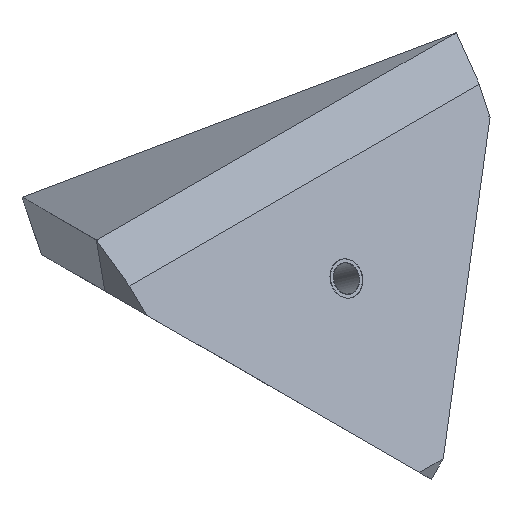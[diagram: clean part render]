
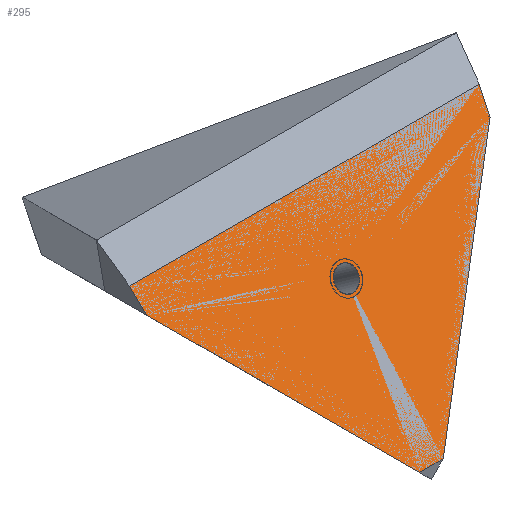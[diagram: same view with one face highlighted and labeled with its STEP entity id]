
A CAD part, isometric view. The second image highlights one B-rep face of the part: STEP entity #295.
In plain terms, the highlighted planar face has unit normal (0, -0.816, 0.578).
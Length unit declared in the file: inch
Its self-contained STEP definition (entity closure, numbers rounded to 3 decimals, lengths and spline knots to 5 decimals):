
#4 = CARTESIAN_POINT ( 'NONE',  ( 1.6, -0.25, -0.25 ) ) ;
#32 = CIRCLE ( 'NONE', #796, 0.1005 ) ;
#64 = CARTESIAN_POINT ( 'NONE',  ( -1.557, -0.25, -0.25 ) ) ;
#109 = DIRECTION ( 'NONE',  ( 0.632, -0.447, -0.632 ) ) ;
#125 = CARTESIAN_POINT ( 'NONE',  ( 1.49011, -0.52507, -0.63888 ) ) ;
#133 = ORIENTED_EDGE ( 'NONE', *, *, #377, .T. ) ;
#168 = DIRECTION ( 'NONE',  ( 0.139, -0.572, -0.808 ) ) ;
#176 = VECTOR ( 'NONE', #461, 39.37008 ) ;
#177 = CARTESIAN_POINT ( 'NONE',  ( 1.6, -0.25, -0.25 ) ) ;
#178 = ORIENTED_EDGE ( 'NONE', *, *, #682, .F. ) ;
#185 = DIRECTION ( 'NONE',  ( -1., 0., 0. ) ) ;
#197 = VERTEX_POINT ( 'NONE', #328 ) ;
#209 = VECTOR ( 'NONE', #290, 39.37008 ) ;
#224 = DIRECTION ( 'NONE',  ( 0., -0.816, 0.577 ) ) ;
#236 = CARTESIAN_POINT ( 'NONE',  ( 0., -1.455, -1.95355 ) ) ;
#239 = CARTESIAN_POINT ( 'NONE',  ( 1.52655, -0.3752, -0.427 ) ) ;
#252 = DIRECTION ( 'NONE',  ( 0., -0.816, 0.577 ) ) ;
#265 = CARTESIAN_POINT ( 'NONE',  ( -1.52655, -0.3752, -0.427 ) ) ;
#274 = FACE_OUTER_BOUND ( 'NONE', #716, .T. ) ;
#289 = ORIENTED_EDGE ( 'NONE', *, *, #910, .T. ) ;
#290 = DIRECTION ( 'NONE',  ( -1., 0., 0. ) ) ;
#293 = VERTEX_POINT ( 'NONE', #511 ) ;
#295 = ADVANCED_FACE ( 'NONE', ( #274, #1020 ), #852, .F. ) ;
#328 = CARTESIAN_POINT ( 'NONE',  ( -0.10603, -1.38, -1.84752 ) ) ;
#348 = VERTEX_POINT ( 'NONE', #1092 ) ;
#365 = EDGE_CURVE ( 'NONE', #474, #348, #1022, .T. ) ;
#372 = VERTEX_POINT ( 'NONE', #239 ) ;
#377 = EDGE_CURVE ( 'NONE', #723, #862, #573, .T. ) ;
#418 = VECTOR ( 'NONE', #109, 39.37008 ) ;
#434 = EDGE_CURVE ( 'NONE', #862, #197, #545, .T. ) ;
#451 = AXIS2_PLACEMENT_3D ( 'NONE', #757, #252, #586 ) ;
#461 = DIRECTION ( 'NONE',  ( 0.139, 0.572, 0.808 ) ) ;
#474 = VERTEX_POINT ( 'NONE', #882 ) ;
#511 = CARTESIAN_POINT ( 'NONE',  ( 1.557, -0.25, -0.25 ) ) ;
#518 = ORIENTED_EDGE ( 'NONE', *, *, #434, .T. ) ;
#545 = LINE ( 'NONE', #1044, #418 ) ;
#570 = DIRECTION ( 'NONE',  ( 0.632, 0.447, 0.632 ) ) ;
#573 = LINE ( 'NONE', #926, #856 ) ;
#580 = EDGE_CURVE ( 'NONE', #647, #197, #623, .T. ) ;
#586 = DIRECTION ( 'NONE',  ( 0., -0.577, -0.816 ) ) ;
#623 = LINE ( 'NONE', #809, #209 ) ;
#626 = LINE ( 'NONE', #125, #176 ) ;
#647 = VERTEX_POINT ( 'NONE', #735 ) ;
#663 = ORIENTED_EDGE ( 'NONE', *, *, #999, .T. ) ;
#682 = EDGE_CURVE ( 'NONE', #348, #474, #32, .T. ) ;
#716 = EDGE_LOOP ( 'NONE', ( #915, #663, #289, #133, #518, #824 ) ) ;
#718 = CARTESIAN_POINT ( 'NONE',  ( 0., -0.62624, -0.78191 ) ) ;
#723 = VERTEX_POINT ( 'NONE', #64 ) ;
#735 = CARTESIAN_POINT ( 'NONE',  ( 0.10603, -1.38, -1.84752 ) ) ;
#757 = CARTESIAN_POINT ( 'NONE',  ( 0., -0.62624, -0.78191 ) ) ;
#764 = LINE ( 'NONE', #4, #1066 ) ;
#765 = DIRECTION ( 'NONE',  ( 0., 0.816, -0.577 ) ) ;
#792 = EDGE_CURVE ( 'NONE', #647, #372, #998, .T. ) ;
#796 = AXIS2_PLACEMENT_3D ( 'NONE', #718, #224, #901 ) ;
#809 = CARTESIAN_POINT ( 'NONE',  ( 1.6, -1.38, -1.84752 ) ) ;
#824 = ORIENTED_EDGE ( 'NONE', *, *, #580, .F. ) ;
#840 = EDGE_LOOP ( 'NONE', ( #178, #929 ) ) ;
#852 = PLANE ( 'NONE',  #1081 ) ;
#856 = VECTOR ( 'NONE', #168, 39.37008 ) ;
#858 = VECTOR ( 'NONE', #570, 39.37008 ) ;
#862 = VERTEX_POINT ( 'NONE', #265 ) ;
#882 = CARTESIAN_POINT ( 'NONE',  ( 0., -0.56821, -0.69986 ) ) ;
#901 = DIRECTION ( 'NONE',  ( 0., -0.577, -0.816 ) ) ;
#910 = EDGE_CURVE ( 'NONE', #293, #723, #764, .T. ) ;
#915 = ORIENTED_EDGE ( 'NONE', *, *, #792, .T. ) ;
#926 = CARTESIAN_POINT ( 'NONE',  ( -1.49011, -0.52507, -0.63888 ) ) ;
#929 = ORIENTED_EDGE ( 'NONE', *, *, #365, .F. ) ;
#998 = LINE ( 'NONE', #236, #858 ) ;
#999 = EDGE_CURVE ( 'NONE', #372, #293, #626, .T. ) ;
#1018 = DIRECTION ( 'NONE',  ( -1., 0., 0. ) ) ;
#1020 = FACE_BOUND ( 'NONE', #840, .T. ) ;
#1022 = CIRCLE ( 'NONE', #451, 0.1005 ) ;
#1044 = CARTESIAN_POINT ( 'NONE',  ( 0., -1.455, -1.95355 ) ) ;
#1066 = VECTOR ( 'NONE', #1018, 39.37008 ) ;
#1081 = AXIS2_PLACEMENT_3D ( 'NONE', #177, #765, #185 ) ;
#1092 = CARTESIAN_POINT ( 'NONE',  ( 0., -0.68428, -0.86396 ) ) ;
